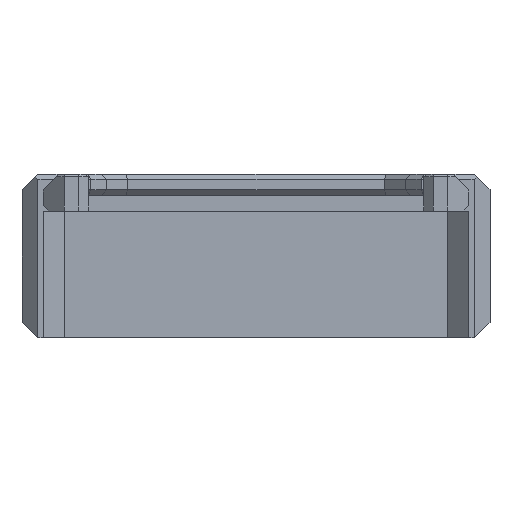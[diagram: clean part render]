
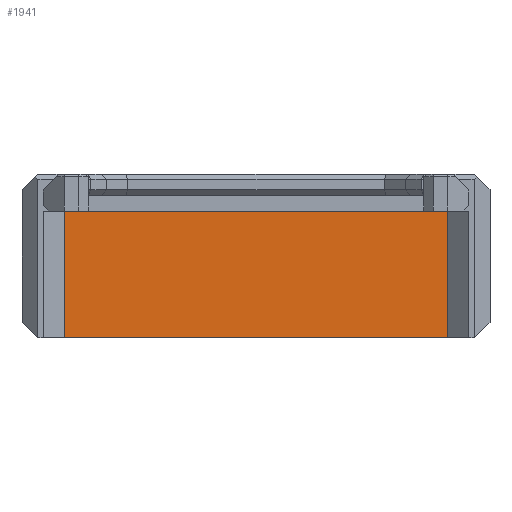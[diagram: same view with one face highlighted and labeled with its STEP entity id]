
A CAD part, front view. The second image highlights one B-rep face of the part: STEP entity #1941.
In plain terms, the highlighted planar face has unit normal (0, -1, 0).
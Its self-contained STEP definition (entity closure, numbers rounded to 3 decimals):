
#256=ORIENTED_EDGE('',*,*,#635,.F.);
#257=ORIENTED_EDGE('',*,*,#769,.F.);
#258=ORIENTED_EDGE('',*,*,#770,.T.);
#259=ORIENTED_EDGE('',*,*,#771,.T.);
#635=EDGE_CURVE('',#913,#914,#1079,.T.);
#769=EDGE_CURVE('',#1019,#913,#1209,.T.);
#770=EDGE_CURVE('',#1019,#1020,#1210,.T.);
#771=EDGE_CURVE('',#1020,#914,#1211,.T.);
#913=VERTEX_POINT('',#2745);
#914=VERTEX_POINT('',#2747);
#1019=VERTEX_POINT('',#3014);
#1020=VERTEX_POINT('',#3018);
#1079=LINE('',#2746,#1341);
#1209=LINE('',#3015,#1471);
#1210=LINE('',#3017,#1472);
#1211=LINE('',#3019,#1473);
#1341=VECTOR('',#2201,1000.);
#1471=VECTOR('',#2397,1000.);
#1472=VECTOR('',#2400,1000.);
#1473=VECTOR('',#2401,1000.);
#1612=EDGE_LOOP('',(#256,#257,#258,#259));
#1728=FACE_BOUND('',#1612,.T.);
#1841=PLANE('',#2074);
#1941=ADVANCED_FACE('',(#1728),#1841,.T.);
#2074=AXIS2_PLACEMENT_3D('',#3016,#2398,#2399);
#2201=DIRECTION('',(1.,0.,0.));
#2397=DIRECTION('',(0.,0.,1.));
#2398=DIRECTION('',(0.,-1.,0.));
#2399=DIRECTION('',(0.,0.,-1.));
#2400=DIRECTION('',(1.,0.,0.));
#2401=DIRECTION('',(0.,0.,1.));
#2745=CARTESIAN_POINT('',(-36.129,53.617,-16.));
#2746=CARTESIAN_POINT('',(-36.129,53.617,-16.));
#2747=CARTESIAN_POINT('',(36.371,53.617,-16.));
#3014=CARTESIAN_POINT('',(-36.129,53.617,-40.));
#3015=CARTESIAN_POINT('',(-36.129,53.617,-27.646));
#3016=CARTESIAN_POINT('',(-36.129,53.617,-27.646));
#3017=CARTESIAN_POINT('',(-36.129,53.617,-40.));
#3018=CARTESIAN_POINT('',(36.371,53.617,-40.));
#3019=CARTESIAN_POINT('',(36.371,53.617,-27.646));
